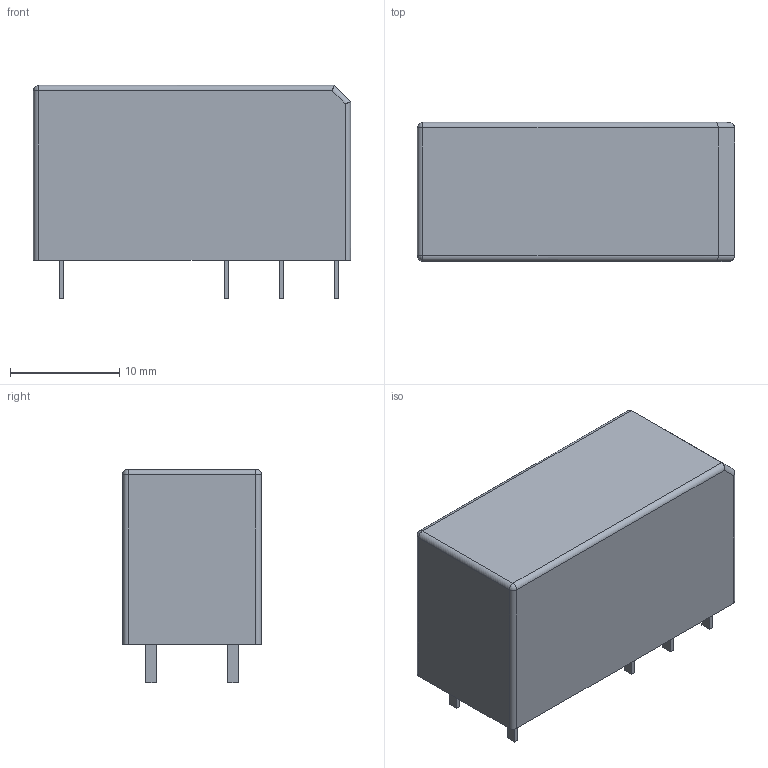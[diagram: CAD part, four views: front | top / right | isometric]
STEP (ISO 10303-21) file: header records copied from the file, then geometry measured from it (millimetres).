
FILE_DESCRIPTION(('FreeCAD Model'),'2;1');
FILE_NAME( 'TE_RZ_5mm_relay.step', '2018-05-15T15:14:29',('Author'),(''), 'Open CASCADE STEP processor 7.2','FreeCAD','Unknown');
FILE_SCHEMA(('AUTOMOTIVE_DESIGN { 1 0 10303 214 1 1 1 1 }'));
Length unit declared in the file: millimetre
Products named in the file (1): Clone
Bounding box: 29 x 12.7 x 19.5 mm (x, y, z)
Volume: 5882.6 mm3; surface area: 2107.1 mm2
Topology: 1 solids, 1 shells, 58 faces, 136 edges, 86 vertices
Faces by surface type: plane 47, cylinder 9, sphere 2
Entity records: 3827 total; most frequent: CARTESIAN_POINT 623, DIRECTION 524, LINE 376, VECTOR 376, ORIENTED_EDGE 268, PCURVE 268, DEFINITIONAL_REPRESENTATION 268, EDGE_CURVE 134
